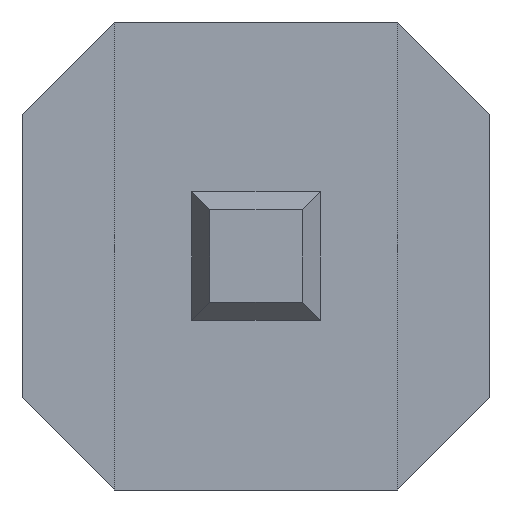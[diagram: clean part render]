
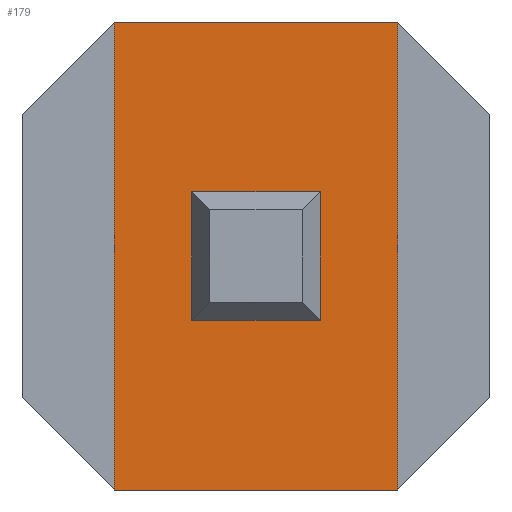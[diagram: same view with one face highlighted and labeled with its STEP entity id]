
A CAD part, front view. The second image highlights one B-rep face of the part: STEP entity #179.
In plain terms, the highlighted planar face has unit normal (0, -1, 0).
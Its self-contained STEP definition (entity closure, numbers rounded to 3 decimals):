
#179=ADVANCED_FACE('',(#441,#443),#445,.F.);
#441=FACE_BOUND('',#442,.T.);
#442=EDGE_LOOP('',(#637,#638,#639,#640));
#443=FACE_BOUND('',#444,.T.);
#444=EDGE_LOOP('',(#641,#642,#643,#644));
#445=PLANE('',#446);
#446=AXIS2_PLACEMENT_3D('',#447,#448,#449);
#447=CARTESIAN_POINT('',(-0.77,0.54,-1.27));
#448=DIRECTION('',(0.,1.,0.));
#449=DIRECTION('',(0.,-0.,1.));
#637=ORIENTED_EDGE('',*,*,#757,.F.);
#638=ORIENTED_EDGE('',*,*,#748,.T.);
#639=ORIENTED_EDGE('',*,*,#758,.F.);
#640=ORIENTED_EDGE('',*,*,#737,.F.);
#641=ORIENTED_EDGE('',*,*,#759,.F.);
#642=ORIENTED_EDGE('',*,*,#760,.F.);
#643=ORIENTED_EDGE('',*,*,#761,.F.);
#644=ORIENTED_EDGE('',*,*,#762,.F.);
#737=EDGE_CURVE('',#829,#830,#831,.T.);
#748=EDGE_CURVE('',#847,#844,#848,.T.);
#757=EDGE_CURVE('',#847,#829,#861,.T.);
#758=EDGE_CURVE('',#830,#844,#862,.T.);
#759=EDGE_CURVE('',#863,#864,#865,.T.);
#760=EDGE_CURVE('',#866,#863,#867,.T.);
#761=EDGE_CURVE('',#868,#866,#869,.T.);
#762=EDGE_CURVE('',#864,#868,#870,.T.);
#829=VERTEX_POINT('',#993);
#830=VERTEX_POINT('',#994);
#831=LINE('',#995,#996);
#844=VERTEX_POINT('',#1026);
#847=VERTEX_POINT('',#1033);
#848=LINE('',#1034,#1035);
#861=LINE('',#1065,#1066);
#862=LINE('',#1068,#1069);
#863=VERTEX_POINT('',#1071);
#864=VERTEX_POINT('',#1072);
#865=LINE('',#1073,#1074);
#866=VERTEX_POINT('',#1076);
#867=LINE('',#1077,#1078);
#868=VERTEX_POINT('',#1080);
#869=LINE('',#1081,#1082);
#870=LINE('',#1084,#1085);
#993=CARTESIAN_POINT('',(-0.77,0.54,1.27));
#994=CARTESIAN_POINT('',(0.77,0.54,1.27));
#995=CARTESIAN_POINT('',(-0.77,0.54,1.27));
#996=VECTOR('',#997,1.);
#997=DIRECTION('',(1.,0.,0.));
#1026=CARTESIAN_POINT('',(0.77,0.54,-1.27));
#1033=CARTESIAN_POINT('',(-0.77,0.54,-1.27));
#1034=CARTESIAN_POINT('',(-0.77,0.54,-1.27));
#1035=VECTOR('',#1036,1.);
#1036=DIRECTION('',(1.,0.,0.));
#1065=CARTESIAN_POINT('',(-0.77,0.54,-1.27));
#1066=VECTOR('',#1067,1.);
#1067=DIRECTION('',(0.,0.,1.));
#1068=CARTESIAN_POINT('',(0.77,0.54,1.27));
#1069=VECTOR('',#1070,1.);
#1070=DIRECTION('',(0.,0.,-1.));
#1071=CARTESIAN_POINT('',(0.35,0.54,-0.35));
#1072=CARTESIAN_POINT('',(0.35,0.54,0.35));
#1073=CARTESIAN_POINT('',(0.35,0.54,-0.35));
#1074=VECTOR('',#1075,1.);
#1075=DIRECTION('',(0.,0.,1.));
#1076=CARTESIAN_POINT('',(-0.35,0.54,-0.35));
#1077=CARTESIAN_POINT('',(-0.35,0.54,-0.35));
#1078=VECTOR('',#1079,1.);
#1079=DIRECTION('',(1.,0.,0.));
#1080=CARTESIAN_POINT('',(-0.35,0.54,0.35));
#1081=CARTESIAN_POINT('',(-0.35,0.54,0.35));
#1082=VECTOR('',#1083,1.);
#1083=DIRECTION('',(0.,0.,-1.));
#1084=CARTESIAN_POINT('',(0.35,0.54,0.35));
#1085=VECTOR('',#1086,1.);
#1086=DIRECTION('',(-1.,0.,0.));
